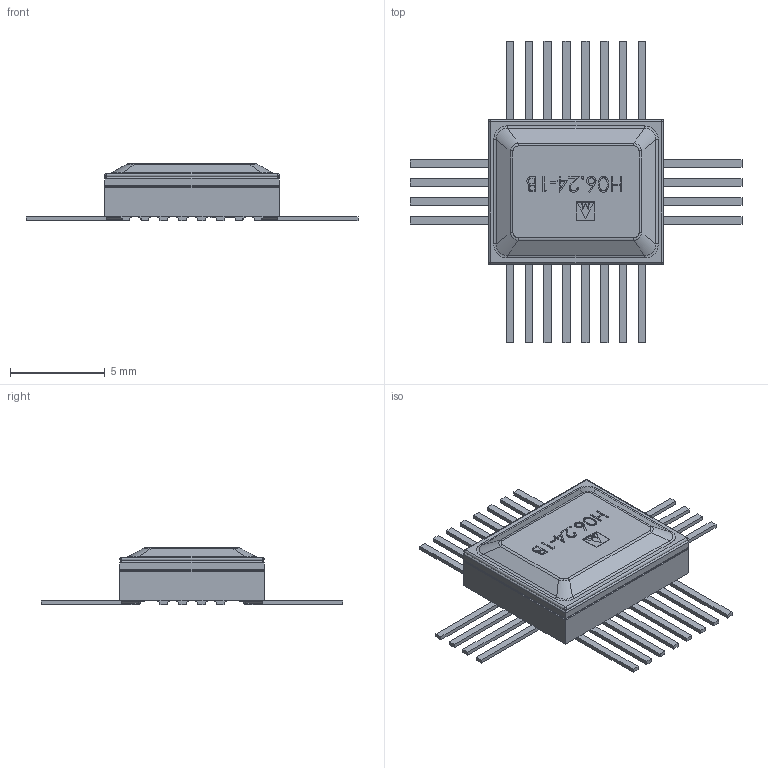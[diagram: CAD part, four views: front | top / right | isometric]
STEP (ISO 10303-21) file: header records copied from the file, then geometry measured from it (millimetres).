
FILE_DESCRIPTION (( 'STEP AP214' ), '1' );
FILE_NAME ('ﾍ06.24-1ﾂ.STEP', '2015-02-13T14:25:55', ( '' ), ( '' ), 'SwSTEP 2.0', 'SolidWorks 2014', '' );
FILE_SCHEMA (( 'AUTOMOTIVE_DESIGN' ));
Length unit declared in the file: millimetre
Products named in the file (1): ﾍ06.24-1ﾂ
Bounding box: 17.48 x 15.88 x 3.02 mm (x, y, z)
Volume: 193 mm3; surface area: 351.1 mm2
Topology: 1 solids, 1 shells, 647 faces, 1698 edges, 1065 vertices
Faces by surface type: plane 399, cylinder 144, bspline 104
Entity records: 30145 total; most frequent: CARTESIAN_POINT 7661, ORIENTED_EDGE 3382, DIRECTION 2877, EDGE_CURVE 1691, LINE 1267, VECTOR 1267, VERTEX_POINT 1065, AXIS2_PLACEMENT_3D 805
